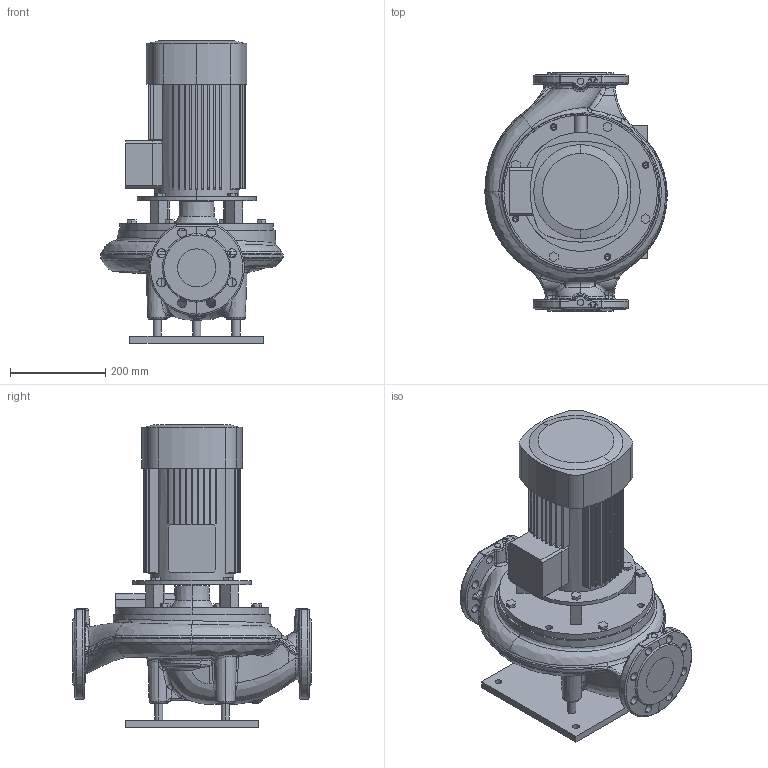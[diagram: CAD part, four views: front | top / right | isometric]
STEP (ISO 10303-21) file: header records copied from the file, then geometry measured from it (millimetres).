
FILE_DESCRIPTION (( 'STEP AP203' ), '1' );
FILE_NAME ('VariA 80-16.STEP', '2014-07-09T06:30:15', ( '' ), ( '' ), 'SwSTEP 2.0', 'SolidWorks 2011', '' );
FILE_SCHEMA (( 'CONFIG_CONTROL_DESIGN' ));
Products named in the file (1): VariA 80-16
Bounding box: 382.53 x 500 x 634.5 mm (x, y, z)
Volume: 27097805.2 mm3; surface area: 1539435.5 mm2
Topology: 5 solids, 5 shells, 941 faces, 2387 edges, 1450 vertices
Faces by surface type: bspline 298, plane 254, cylinder 237, cone 79, torus 40, sphere 33
Entity records: 87305 total; most frequent: CARTESIAN_POINT 67003, ORIENTED_EDGE 4698, DIRECTION 3567, EDGE_CURVE 2349, VERTEX_POINT 1450, AXIS2_PLACEMENT_3D 1386, EDGE_LOOP 1021, FACE_OUTER_BOUND 941
